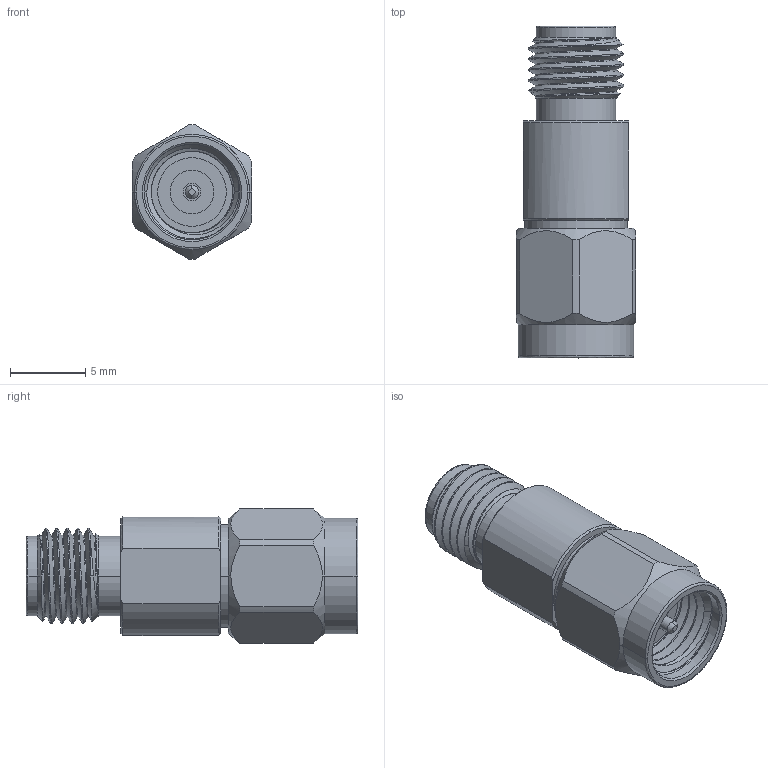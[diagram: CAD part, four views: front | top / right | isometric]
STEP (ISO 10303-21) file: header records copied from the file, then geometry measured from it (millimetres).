
FILE_DESCRIPTION (( 'STEP AP214' ), '1' );
FILE_NAME ('SA4016-03_3D.step', '2023-07-17T16:44:06', ( '' ), ( '' ), 'SwSTEP 2.0', 'SolidWorks 2022', '' );
FILE_SCHEMA (( 'AUTOMOTIVE_DESIGN' ));
Length unit declared in the file: inch
Products named in the file (1): SA4016-03_3D
Bounding box: 7.94 x 22.1 x 8.93 mm (x, y, z)
Volume: 711.3 mm3; surface area: 1118.6 mm2
Topology: 1 solids, 1 shells, 256 faces, 663 edges, 437 vertices
Faces by surface type: plane 96, bspline 73, cylinder 58, cone 29
Entity records: 14503 total; most frequent: CARTESIAN_POINT 8801, ORIENTED_EDGE 1326, DIRECTION 925, EDGE_CURVE 663, VERTEX_POINT 437, VECTOR 311, LINE 311, AXIS2_PLACEMENT_3D 307
